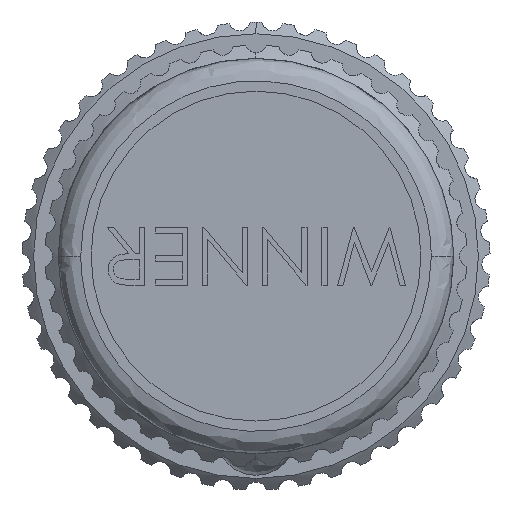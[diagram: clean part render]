
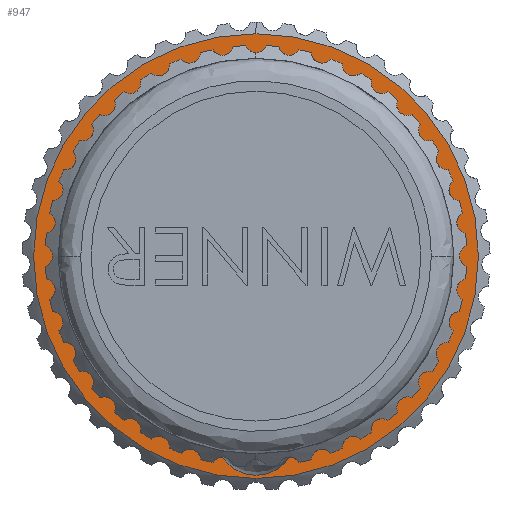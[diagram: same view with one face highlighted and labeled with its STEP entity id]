
A CAD part, left-side view. The second image highlights one B-rep face of the part: STEP entity #947.
In plain terms, the highlighted planar face has unit normal (-1, 0, 0).
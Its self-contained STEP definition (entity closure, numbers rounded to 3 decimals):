
#947 = ADVANCED_FACE ( 'NONE', ( #34536, #34541 ), #30842, .T. ) ;
#3288 = AXIS2_PLACEMENT_3D ( 'NONE', #29951, #29952, #29953 ) ;
#3289 = AXIS2_PLACEMENT_3D ( 'NONE', #47166, #47167, #47168 ) ;
#3338 = AXIS2_PLACEMENT_3D ( 'NONE', #46304, #46305, #46306 ) ;
#3365 = AXIS2_PLACEMENT_3D ( 'NONE', #46761, #46762, #46764 ) ;
#6986 = AXIS2_PLACEMENT_3D ( 'NONE', #30840, #30852, #30854 ) ;
#15434 = EDGE_CURVE ( 'NONE', #34054, #34051, #32422, .T. ) ;
#15469 = EDGE_CURVE ( 'NONE', #34125, #34126, #32474, .T. ) ;
#23419 = EDGE_CURVE ( 'NONE', #34051, #34054, #33384, .T. ) ;
#23480 = EDGE_CURVE ( 'NONE', #34126, #34125, #33477, .T. ) ;
#29951 = CARTESIAN_POINT ( 'NONE',  ( -54.213, 0., 0. ) ) ;
#29952 = DIRECTION ( 'NONE',  ( 1., 0., 0. ) ) ;
#29953 = DIRECTION ( 'NONE',  ( 0., 0., -1. ) ) ;
#30840 = CARTESIAN_POINT ( 'NONE',  ( -54.213, 0., 0. ) ) ;
#30842 = PLANE ( 'NONE',  #6986 ) ;
#30852 = DIRECTION ( 'NONE',  ( -1., 0., 0. ) ) ;
#30854 = DIRECTION ( 'NONE',  ( 0., 0., 1. ) ) ;
#32422 = CIRCLE ( 'NONE', #3288, 15.3 ) ;
#32474 = CIRCLE ( 'NONE', #3289, 8.56 ) ;
#33384 = CIRCLE ( 'NONE', #3338, 15.3 ) ;
#33477 = CIRCLE ( 'NONE', #3365, 8.56 ) ;
#34051 = VERTEX_POINT ( 'NONE', #40747 ) ;
#34054 = VERTEX_POINT ( 'NONE', #40748 ) ;
#34125 = VERTEX_POINT ( 'NONE', #40800 ) ;
#34126 = VERTEX_POINT ( 'NONE', #40802 ) ;
#34135 = ORIENTED_EDGE ( 'NONE', *, *, #15469, .T. ) ;
#34138 = ORIENTED_EDGE ( 'NONE', *, *, #23480, .T. ) ;
#34141 = ORIENTED_EDGE ( 'NONE', *, *, #15434, .F. ) ;
#34143 = ORIENTED_EDGE ( 'NONE', *, *, #23419, .F. ) ;
#34536 = FACE_OUTER_BOUND ( 'NONE', #35531, .T. ) ;
#34541 = FACE_BOUND ( 'NONE', #35847, .T. ) ;
#35531 = EDGE_LOOP ( 'NONE', ( #34143, #34141 ) ) ;
#35847 = EDGE_LOOP ( 'NONE', ( #34138, #34135 ) ) ;
#40747 = CARTESIAN_POINT ( 'NONE',  ( -54.213, 0., -15.3 ) ) ;
#40748 = CARTESIAN_POINT ( 'NONE',  ( -54.213, 0., 15.3 ) ) ;
#40800 = CARTESIAN_POINT ( 'NONE',  ( -54.213, 0., -8.56 ) ) ;
#40802 = CARTESIAN_POINT ( 'NONE',  ( -54.213, 0., 8.56 ) ) ;
#46304 = CARTESIAN_POINT ( 'NONE',  ( -54.213, 0., 0. ) ) ;
#46305 = DIRECTION ( 'NONE',  ( 1., 0., 0. ) ) ;
#46306 = DIRECTION ( 'NONE',  ( 0., 0., -1. ) ) ;
#46761 = CARTESIAN_POINT ( 'NONE',  ( -54.213, 0., 0. ) ) ;
#46762 = DIRECTION ( 'NONE',  ( 1., 0., 0. ) ) ;
#46764 = DIRECTION ( 'NONE',  ( 0., 0., 1. ) ) ;
#47166 = CARTESIAN_POINT ( 'NONE',  ( -54.213, 0., 0. ) ) ;
#47167 = DIRECTION ( 'NONE',  ( 1., 0., 0. ) ) ;
#47168 = DIRECTION ( 'NONE',  ( 0., 0., 1. ) ) ;
